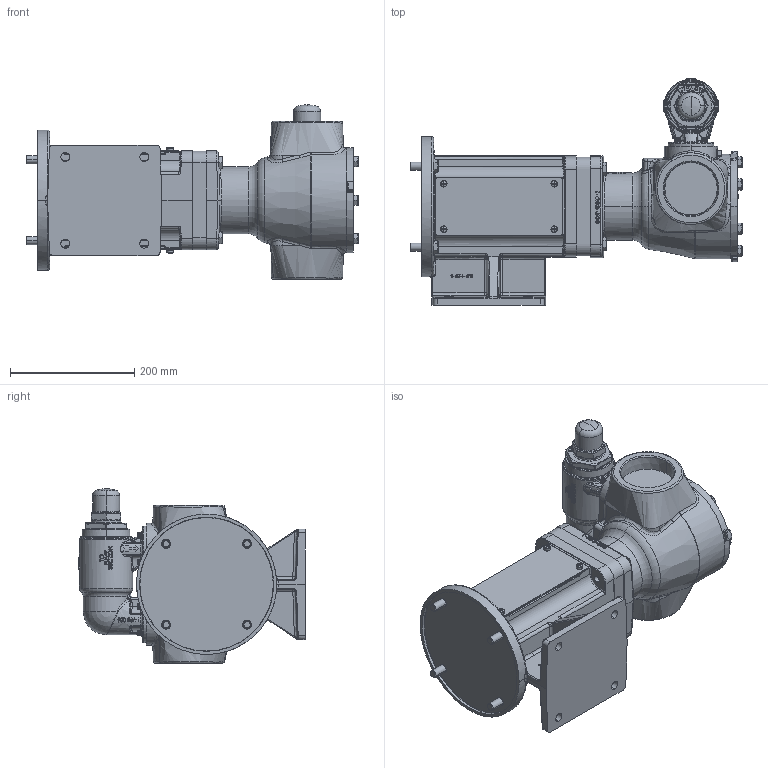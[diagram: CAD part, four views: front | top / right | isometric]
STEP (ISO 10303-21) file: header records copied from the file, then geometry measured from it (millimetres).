
FILE_DESCRIPTION (( 'STEP AP214' ), '1' );
FILE_NAME ('AL495-M_(254-256TC).STEP', '2017-02-27T14:42:31', ( '' ), ( '' ), 'SwSTEP 2.0', 'SolidWorks 2016', '' );
FILE_SCHEMA (( 'AUTOMOTIVE_DESIGN' ));
Length unit declared in the file: inch
Products named in the file (2): AL495-M_(254-256TC)
Bounding box: 534.44 x 364.51 x 280.67 mm (x, y, z)
Volume: 13522083.5 mm3; surface area: 655335.7 mm2
Topology: 1 solids, 14 shells, 3036 faces, 7798 edges, 4919 vertices
Faces by surface type: plane 1292, bspline 946, cylinder 441, cone 176, torus 111, sphere 70
Entity records: 192620 total; most frequent: CARTESIAN_POINT 110249, ORIENTED_EDGE 15492, DIRECTION 10622, EDGE_CURVE 7746, VERTEX_POINT 4915, AXIS2_PLACEMENT_3D 3741, EDGE_LOOP 3249, VECTOR 3140
